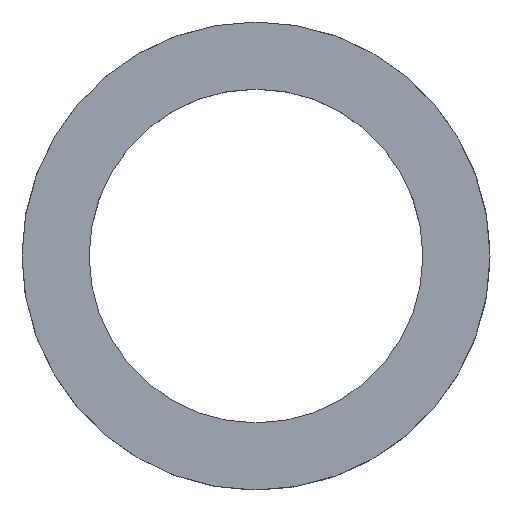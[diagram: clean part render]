
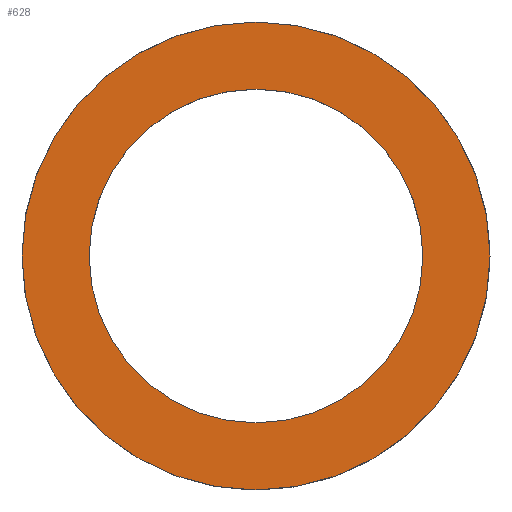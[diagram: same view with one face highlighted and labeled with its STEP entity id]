
A CAD part, top view. The second image highlights one B-rep face of the part: STEP entity #628.
In plain terms, the highlighted planar face has unit normal (0, 0, 1).
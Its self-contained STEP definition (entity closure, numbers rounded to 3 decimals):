
#72=CIRCLE('',#707,32.25);
#75=CIRCLE('',#711,23.);
#167=ORIENTED_EDGE('',*,*,#312,.F.);
#168=ORIENTED_EDGE('',*,*,#317,.T.);
#312=EDGE_CURVE('',#383,#383,#72,.T.);
#317=EDGE_CURVE('',#388,#388,#75,.T.);
#383=VERTEX_POINT('',#1061);
#388=VERTEX_POINT('',#1072);
#522=EDGE_LOOP('',(#167));
#523=EDGE_LOOP('',(#168));
#567=FACE_BOUND('',#522,.T.);
#568=FACE_BOUND('',#523,.T.);
#602=PLANE('',#712);
#628=ADVANCED_FACE('',(#567,#568),#602,.F.);
#707=AXIS2_PLACEMENT_3D('',#1060,#852,#853);
#711=AXIS2_PLACEMENT_3D('',#1071,#862,#863);
#712=AXIS2_PLACEMENT_3D('',#1073,#864,#865);
#852=DIRECTION('',(0.,0.,-1.));
#853=DIRECTION('',(0.,1.,0.));
#862=DIRECTION('',(0.,0.,-1.));
#863=DIRECTION('',(-1.,0.,0.));
#864=DIRECTION('',(0.,0.,-1.));
#865=DIRECTION('',(-1.,0.,0.));
#1060=CARTESIAN_POINT('',(0.,0.,0.));
#1061=CARTESIAN_POINT('',(0.,32.25,0.));
#1071=CARTESIAN_POINT('',(0.,0.,0.));
#1072=CARTESIAN_POINT('',(-23.,0.,0.));
#1073=CARTESIAN_POINT('',(0.,0.,0.));
